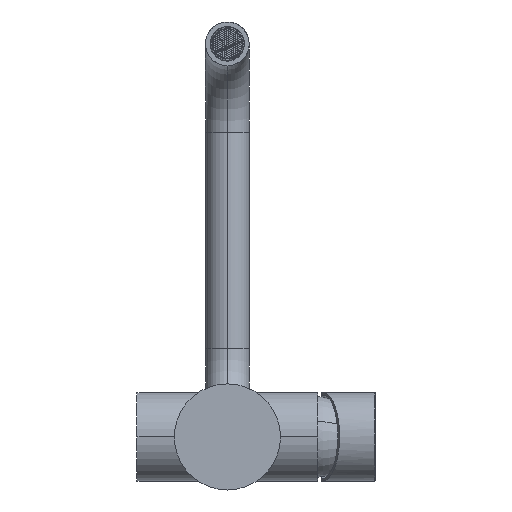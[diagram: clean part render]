
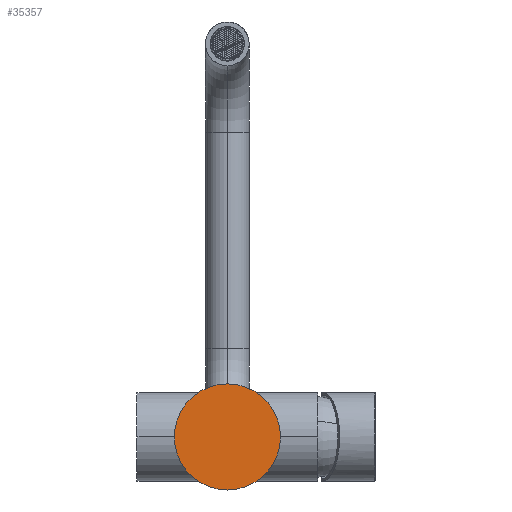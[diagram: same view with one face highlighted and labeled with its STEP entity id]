
A CAD part, front view. The second image highlights one B-rep face of the part: STEP entity #35357.
In plain terms, the highlighted planar face has unit normal (0, -1, 0).
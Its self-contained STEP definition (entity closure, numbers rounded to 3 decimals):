
#7475 = CARTESIAN_POINT ( 'NONE',  ( -27., -4., 0. ) ) ;
#7820 = AXIS2_PLACEMENT_3D ( 'NONE', #68956, #64083, #18772 ) ;
#9584 = CARTESIAN_POINT ( 'NONE',  ( 0., -4., 0. ) ) ;
#13109 = FACE_OUTER_BOUND ( 'NONE', #38102, .T. ) ;
#18772 = DIRECTION ( 'NONE',  ( 1., 0., 0. ) ) ;
#33044 = DIRECTION ( 'NONE',  ( 1., 0., 0. ) ) ;
#35357 = ADVANCED_FACE ( 'NONE', ( #13109 ), #46835, .F. ) ;
#38102 = EDGE_LOOP ( 'NONE', ( #47280, #41542 ) ) ;
#41542 = ORIENTED_EDGE ( 'NONE', *, *, #53916, .F. ) ;
#42107 = VERTEX_POINT ( 'NONE', #72889 ) ;
#43502 = DIRECTION ( 'NONE',  ( 0., 1., 0. ) ) ;
#44032 = CIRCLE ( 'NONE', #60798, 27. ) ;
#44612 = CARTESIAN_POINT ( 'NONE',  ( 0., -4., 0. ) ) ;
#46835 = PLANE ( 'NONE',  #7820 ) ;
#47280 = ORIENTED_EDGE ( 'NONE', *, *, #72810, .F. ) ;
#53916 = EDGE_CURVE ( 'NONE', #42107, #60716, #44032, .T. ) ;
#55707 = DIRECTION ( 'NONE',  ( 1., 0., 0. ) ) ;
#60054 = AXIS2_PLACEMENT_3D ( 'NONE', #44612, #43502, #33044 ) ;
#60716 = VERTEX_POINT ( 'NONE', #7475 ) ;
#60798 = AXIS2_PLACEMENT_3D ( 'NONE', #9584, #61310, #55707 ) ;
#61310 = DIRECTION ( 'NONE',  ( 0., 1., 0. ) ) ;
#64083 = DIRECTION ( 'NONE',  ( 0., 1., 0. ) ) ;
#67257 = CIRCLE ( 'NONE', #60054, 27. ) ;
#68956 = CARTESIAN_POINT ( 'NONE',  ( 0., -4., 0. ) ) ;
#72810 = EDGE_CURVE ( 'NONE', #60716, #42107, #67257, .T. ) ;
#72889 = CARTESIAN_POINT ( 'NONE',  ( 27., -4., 0. ) ) ;
